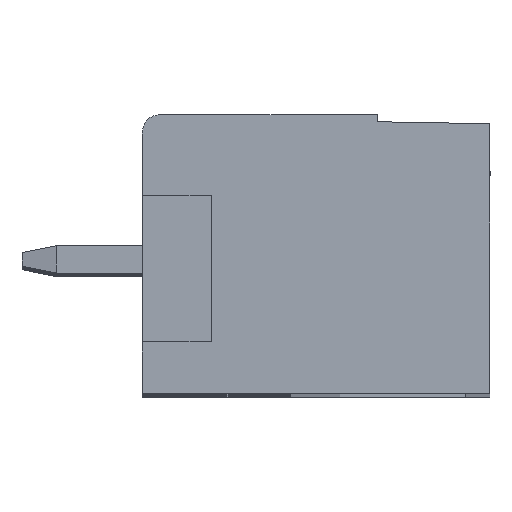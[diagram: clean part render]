
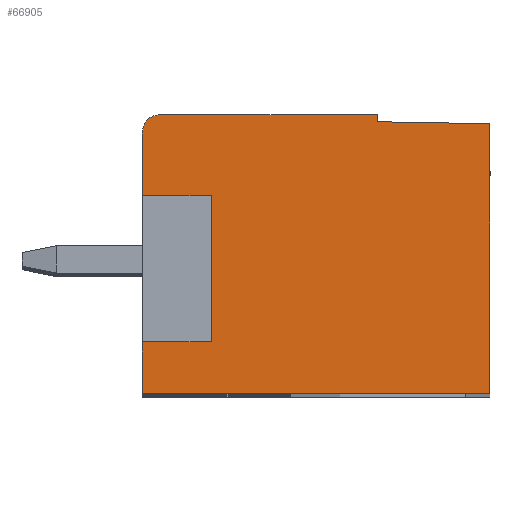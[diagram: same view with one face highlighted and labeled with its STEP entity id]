
A CAD part, top view. The second image highlights one B-rep face of the part: STEP entity #66905.
In plain terms, the highlighted planar face has unit normal (0, 0, 1).
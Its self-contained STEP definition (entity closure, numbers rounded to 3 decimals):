
#5=DIRECTION('',(0.,1.,0.));
#6=VECTOR('',#5,7.84);
#7=CARTESIAN_POINT('',(-10.615,0.099,168.212));
#8=LINE('',#7,#6);
#573=DIRECTION('',(0.,1.,0.));
#574=VECTOR('',#573,0.202);
#575=CARTESIAN_POINT('',(-13.889,7.997,168.212));
#576=LINE('',#575,#574);
#641=DIRECTION('',(0.,-1.,0.));
#642=VECTOR('',#641,1.85);
#643=CARTESIAN_POINT('',(-20.715,7.699,168.212));
#644=LINE('',#643,#642);
#657=DIRECTION('',(0.,-1.,0.));
#658=VECTOR('',#657,1.5);
#659=CARTESIAN_POINT('',(-20.715,1.599,168.212));
#660=LINE('',#659,#658);
#2369=DIRECTION('',(1.,0.,0.));
#2370=VECTOR('',#2369,10.1);
#2371=CARTESIAN_POINT('',(-20.715,0.099,
168.212));
#2372=LINE('',#2371,#2370);
#24108=DIRECTION('',(0.,1.,0.));
#24109=VECTOR('',#24108,4.25);
#24110=CARTESIAN_POINT('',(-18.715,1.599,
168.212));
#24111=LINE('',#24110,#24109);
#24112=DIRECTION('',(-1.,0.,0.));
#24113=VECTOR('',#24112,2.);
#24114=CARTESIAN_POINT('',(-18.715,5.849,
168.212));
#24115=LINE('',#24114,#24113);
#24116=CARTESIAN_POINT('',(-20.215,7.699,
168.212));
#24117=DIRECTION('',(0.,0.,-1.));
#24118=DIRECTION('',(-1.,0.,0.));
#24119=AXIS2_PLACEMENT_3D('',#24116,#24117,#24118);
#24121=DIRECTION('',(1.,0.,0.));
#24122=VECTOR('',#24121,6.326);
#24123=CARTESIAN_POINT('',(-20.215,8.199,
168.212));
#24124=LINE('',#24123,#24122);
#24125=DIRECTION('',(1.,-0.017,0.));
#24126=VECTOR('',#24125,3.274);
#24127=CARTESIAN_POINT('',(-13.889,7.997,
168.212));
#24128=LINE('',#24127,#24126);
#24129=DIRECTION('',(-1.,0.,0.));
#24130=VECTOR('',#24129,2.);
#24131=CARTESIAN_POINT('',(-18.715,1.599,
168.212));
#24132=LINE('',#24131,#24130);
#24153=CARTESIAN_POINT('',(-10.615,0.099,
168.212));
#24154=CARTESIAN_POINT('',(-10.615,7.94,
168.212));
#24155=VERTEX_POINT('',#24153);
#24156=VERTEX_POINT('',#24154);
#24229=CARTESIAN_POINT('',(-20.715,0.099,
168.212));
#24230=VERTEX_POINT('',#24229);
#24496=CARTESIAN_POINT('',(-13.889,7.997,
168.212));
#24497=VERTEX_POINT('',#24496);
#24498=CARTESIAN_POINT('',(-20.715,1.599,
168.212));
#24499=VERTEX_POINT('',#24498);
#24500=CARTESIAN_POINT('',(-18.715,1.599,
168.212));
#24501=VERTEX_POINT('',#24500);
#24502=CARTESIAN_POINT('',(-18.715,5.849,
168.212));
#24503=VERTEX_POINT('',#24502);
#24504=CARTESIAN_POINT('',(-20.715,5.849,
168.212));
#24505=VERTEX_POINT('',#24504);
#24506=CARTESIAN_POINT('',(-20.715,7.699,
168.212));
#24507=VERTEX_POINT('',#24506);
#24508=CARTESIAN_POINT('',(-20.215,8.199,
168.212));
#24509=VERTEX_POINT('',#24508);
#24510=CARTESIAN_POINT('',(-13.889,8.199,
168.212));
#24511=VERTEX_POINT('',#24510);
#66884=CARTESIAN_POINT('',(-10.615,0.099,
168.212));
#66885=DIRECTION('',(0.,0.,-1.));
#66886=DIRECTION('',(0.,1.,0.));
#66887=AXIS2_PLACEMENT_3D('',#66884,#66885,#66886);
#66888=PLANE('',#66887);
#66889=ORIENTED_EDGE('',*,*,#31599,.F.);
#66890=ORIENTED_EDGE('',*,*,#34480,.F.);
#66891=ORIENTED_EDGE('',*,*,#32204,.F.);
#66893=ORIENTED_EDGE('',*,*,#66892,.F.);
#66895=ORIENTED_EDGE('',*,*,#66894,.T.);
#66897=ORIENTED_EDGE('',*,*,#66896,.T.);
#66898=ORIENTED_EDGE('',*,*,#32196,.F.);
#66899=ORIENTED_EDGE('',*,*,#32161,.T.);
#66900=ORIENTED_EDGE('',*,*,#32146,.T.);
#66901=ORIENTED_EDGE('',*,*,#32131,.F.);
#66902=ORIENTED_EDGE('',*,*,#32116,.T.);
#66903=EDGE_LOOP('',(#66889,#66890,#66891,#66893,#66895,#66897,#66898,#66899,
#66900,#66901,#66902));
#66904=FACE_OUTER_BOUND('',#66903,.F.);
#24120=CIRCLE('',#24119,0.5);
#31599=EDGE_CURVE('',#24155,#24156,#8,.T.);
#32116=EDGE_CURVE('',#24497,#24156,#24128,.T.);
#32131=EDGE_CURVE('',#24497,#24511,#576,.T.);
#32146=EDGE_CURVE('',#24509,#24511,#24124,.T.);
#32161=EDGE_CURVE('',#24507,#24509,#24120,.T.);
#32196=EDGE_CURVE('',#24507,#24505,#644,.T.);
#32204=EDGE_CURVE('',#24499,#24230,#660,.T.);
#34480=EDGE_CURVE('',#24230,#24155,#2372,.T.);
#66892=EDGE_CURVE('',#24501,#24499,#24132,.T.);
#66894=EDGE_CURVE('',#24501,#24503,#24111,.T.);
#66896=EDGE_CURVE('',#24503,#24505,#24115,.T.);
#66905=ADVANCED_FACE('',(#66904),#66888,.F.);
